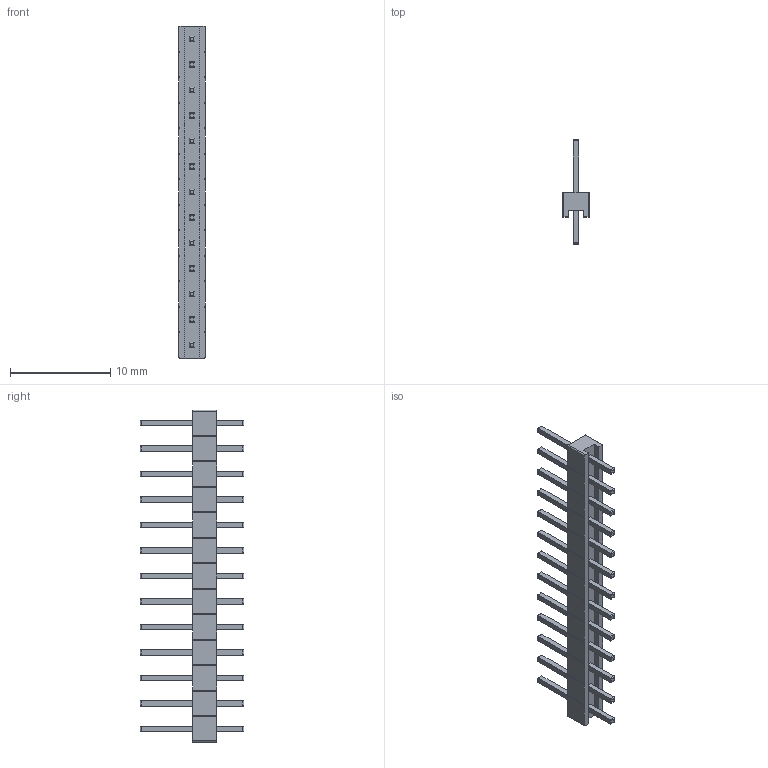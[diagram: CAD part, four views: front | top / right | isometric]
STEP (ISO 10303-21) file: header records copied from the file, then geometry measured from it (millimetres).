
FILE_DESCRIPTION(/* description */ (''),/* implementation_level */ '2;1');
FILE_NAME(/* name */ 'pins.step',/* time_stamp */ '2022-08-21T22:08:13-06:00',/* author */ (''),/* organization */ (''),/* preprocessor_version */ 'ST-DEVELOPER v19',/* originating_system */ 'Autodesk Translation Framework v11.7.0.108',/* authorisation */ '');
FILE_SCHEMA (('AUTOMOTIVE_DESIGN { 1 0 10303 214 3 1 1 }'));
Length unit declared in the file: millimetre
Products named in the file (1): pins
Bounding box: 2.6 x 10.35 x 33.08 mm (x, y, z)
Volume: 207.8 mm3; surface area: 628.1 mm2
Topology: 1 solids, 1 shells, 320 faces, 772 edges, 480 vertices
Faces by surface type: plane 164, cylinder 156
Entity records: 9225 total; most frequent: DIRECTION 1622, CARTESIAN_POINT 1573, ORIENTED_EDGE 1544, EDGE_CURVE 772, LINE 564, VECTOR 564, AXIS2_PLACEMENT_3D 529, VERTEX_POINT 480
